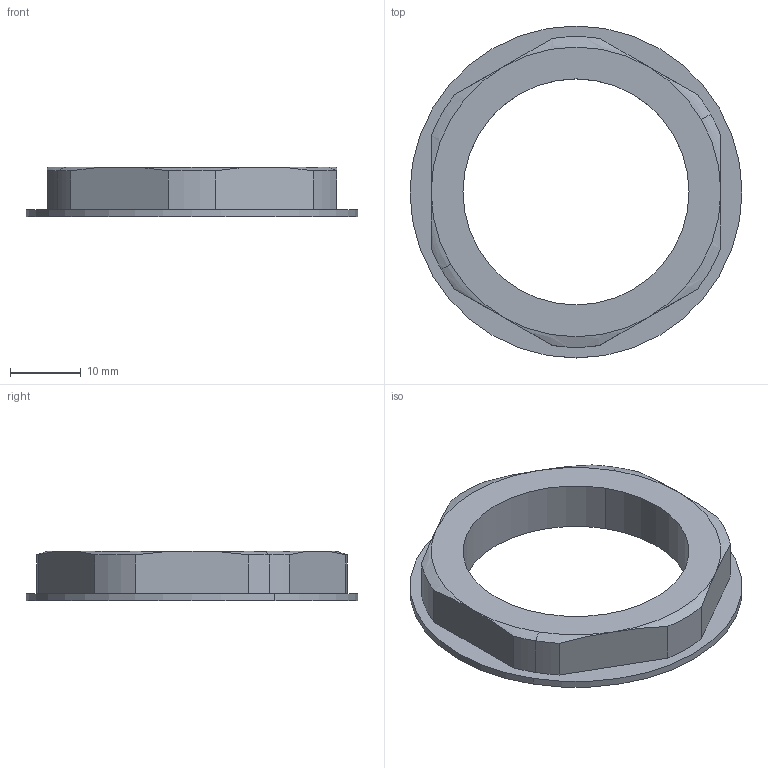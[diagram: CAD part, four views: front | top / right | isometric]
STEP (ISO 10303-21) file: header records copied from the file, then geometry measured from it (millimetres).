
FILE_DESCRIPTION(('CATIA V5 STEP Exchange','CAx-IF Rec.Pracs.--- Model Styling and Organization---1.2---2011-12-15'),'2;1');
FILE_NAME ('D1455227_0_1736950000_1736950000.stp','2018-02-24T10:58:17+00:00',('none'),('Weidmueller'),'CATIA Version 5-6 Release 2014','CATIA V5 STEP AP214','none');
FILE_SCHEMA(('AUTOMOTIVE_DESIGN { 1 0 10303 214 1 1 1 1 }'));
Length unit declared in the file: millimetre
Products named in the file (1): 1736950000_SKMU_M32_K_SW
Bounding box: 47 x 47 x 7 mm (x, y, z)
Volume: 4632.4 mm3; surface area: 3500.9 mm2
Topology: 1 solids, 1 shells, 29 faces, 70 edges, 44 vertices
Faces by surface type: cylinder 12, plane 9, torus 8
Entity records: 893 total; most frequent: CARTESIAN_POINT 216, ORIENTED_EDGE 140, DIRECTION 116, EDGE_CURVE 70, AXIS2_PLACEMENT_3D 64, VERTEX_POINT 44, CIRCLE 34, EDGE_LOOP 32
